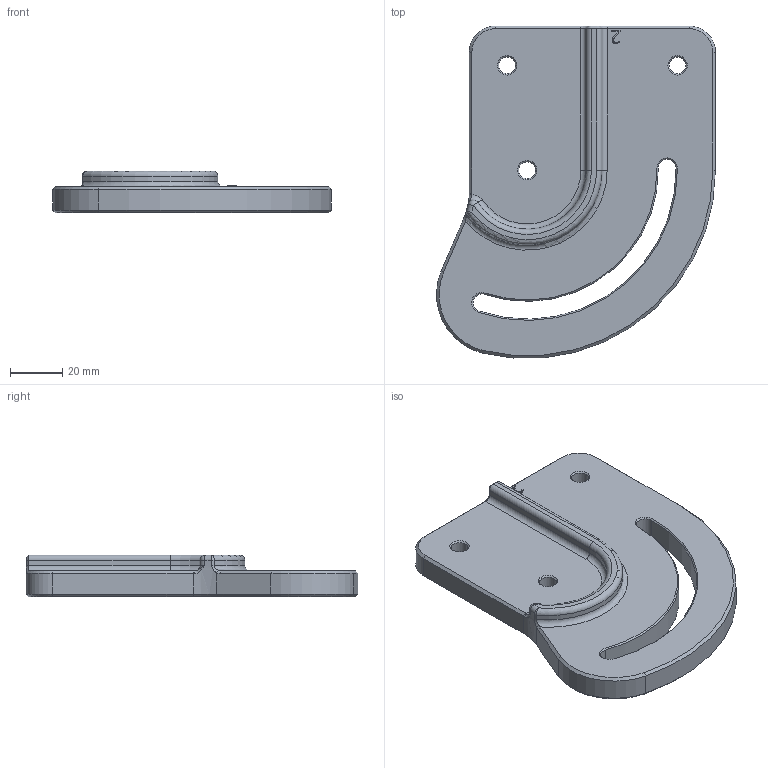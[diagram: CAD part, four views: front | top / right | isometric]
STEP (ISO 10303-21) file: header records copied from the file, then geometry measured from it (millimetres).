
FILE_DESCRIPTION(/* description */ ('OSSM - Extrusion Mount - Pivot Plate 2','CAx-IF Rec.Pracs.---Representation and Presentation of Product Manufacturing Information (PMI)---4.0---2014-10-13'),/* implementation_level */ '2;1');
FILE_NAME(/* name */ 'OSSM - Stand - 3030 Extrusion Base Default_Pivot Plate Left_step.stp',/* time_stamp */ '2025-02-03T22:38:35-05:00',/* author */ (''),/* organization */ (''),/* preprocessor_version */ 'ST-DEVELOPER v20',/* originating_system */ 'Autodesk Translation Framework v13.20.0.188',/* authorisation */ '');
FILE_SCHEMA (('AP242_MANAGED_MODEL_BASED_3D_ENGINEERING_MIM_LF { 1 0 10303 442 1 1 4 }'));
Length unit declared in the file: millimetre
Products named in the file (1): OSSM -  Extrusion Mount - Pivot Plate 2
Bounding box: 106.34 x 126.6 x 16 mm (x, y, z)
Volume: 107136.6 mm3; surface area: 28035.8 mm2
Topology: 1 solids, 1 shells, 102 faces, 248 edges, 146 vertices
Faces by surface type: plane 32, cone 28, cylinder 22, bspline 13, torus 6, sphere 1
Full cylindrical faces by diameter (mm): 6.4 x3
Entity records: 3643 total; most frequent: CARTESIAN_POINT 1254, ORIENTED_EDGE 490, DIRECTION 484, EDGE_CURVE 245, AXIS2_PLACEMENT_3D 175, VERTEX_POINT 146, LINE 134, VECTOR 134
